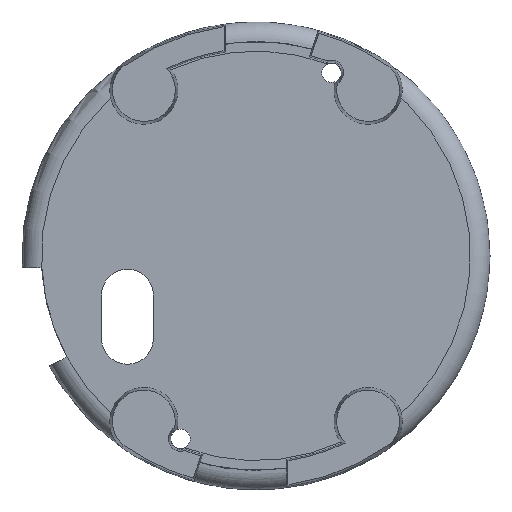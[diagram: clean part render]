
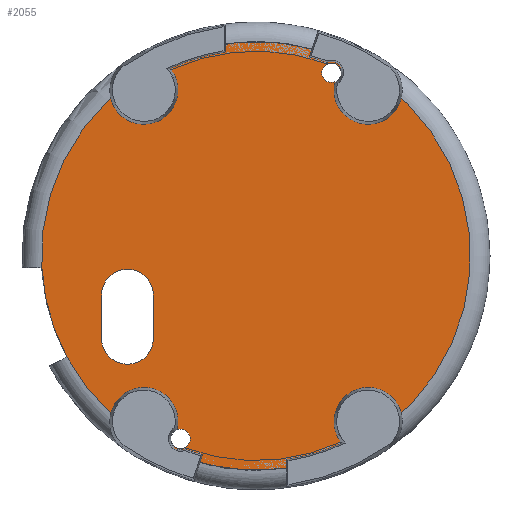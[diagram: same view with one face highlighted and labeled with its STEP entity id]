
A CAD part, top view. The second image highlights one B-rep face of the part: STEP entity #2055.
In plain terms, the highlighted planar face has unit normal (0, 0, 1).
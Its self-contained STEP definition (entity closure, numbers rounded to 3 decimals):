
#79=FACE_BOUND('',#325,.T.);
#80=FACE_BOUND('',#326,.T.);
#81=FACE_BOUND('',#327,.T.);
#205=FACE_OUTER_BOUND('',#324,.T.);
#324=EDGE_LOOP('',(#1554,#1555));
#325=EDGE_LOOP('',(#1556));
#326=EDGE_LOOP('',(#1557));
#327=EDGE_LOOP('',(#1558,#1559,#1560,#1561));
#497=LINE('',#3369,#637);
#498=LINE('',#3372,#638);
#637=VECTOR('',#2661,10.);
#638=VECTOR('',#2664,10.);
#707=CIRCLE('',#2215,1.);
#709=CIRCLE('',#2218,1.);
#717=CIRCLE('',#2241,22.);
#720=CIRCLE('',#2246,22.);
#721=CIRCLE('',#2248,2.655);
#722=CIRCLE('',#2249,2.655);
#866=VERTEX_POINT('',#3232);
#868=VERTEX_POINT('',#3238);
#889=VERTEX_POINT('',#3343);
#890=VERTEX_POINT('',#3356);
#891=VERTEX_POINT('',#3365);
#892=VERTEX_POINT('',#3366);
#893=VERTEX_POINT('',#3368);
#894=VERTEX_POINT('',#3370);
#1090=EDGE_CURVE('',#866,#866,#707,.T.);
#1093=EDGE_CURVE('',#868,#868,#709,.T.);
#1131=EDGE_CURVE('',#890,#889,#717,.T.);
#1134=EDGE_CURVE('',#889,#890,#720,.T.);
#1135=EDGE_CURVE('',#891,#892,#721,.T.);
#1136=EDGE_CURVE('',#892,#893,#497,.T.);
#1137=EDGE_CURVE('',#893,#894,#722,.T.);
#1138=EDGE_CURVE('',#894,#891,#498,.T.);
#1554=ORIENTED_EDGE('',*,*,#1134,.F.);
#1555=ORIENTED_EDGE('',*,*,#1131,.F.);
#1556=ORIENTED_EDGE('',*,*,#1090,.T.);
#1557=ORIENTED_EDGE('',*,*,#1093,.T.);
#1558=ORIENTED_EDGE('',*,*,#1135,.T.);
#1559=ORIENTED_EDGE('',*,*,#1136,.T.);
#1560=ORIENTED_EDGE('',*,*,#1137,.T.);
#1561=ORIENTED_EDGE('',*,*,#1138,.T.);
#1979=PLANE('',#2247);
#2055=ADVANCED_FACE('',(#205,#79,#80,#81),#1979,.T.);
#2215=AXIS2_PLACEMENT_3D('',#3233,#2570,#2571);
#2218=AXIS2_PLACEMENT_3D('',#3239,#2577,#2578);
#2241=AXIS2_PLACEMENT_3D('',#3358,#2645,#2646);
#2246=AXIS2_PLACEMENT_3D('',#3363,#2655,#2656);
#2247=AXIS2_PLACEMENT_3D('',#3364,#2657,#2658);
#2248=AXIS2_PLACEMENT_3D('',#3367,#2659,#2660);
#2249=AXIS2_PLACEMENT_3D('',#3371,#2662,#2663);
#2570=DIRECTION('center_axis',(0.,0.,-1.));
#2571=DIRECTION('ref_axis',(1.,0.,0.));
#2577=DIRECTION('center_axis',(0.,0.,-1.));
#2578=DIRECTION('ref_axis',(1.,0.,0.));
#2645=DIRECTION('center_axis',(0.,0.,-1.));
#2646=DIRECTION('ref_axis',(1.,0.,0.));
#2655=DIRECTION('center_axis',(0.,0.,-1.));
#2656=DIRECTION('ref_axis',(1.,0.,0.));
#2657=DIRECTION('center_axis',(0.,0.,1.));
#2658=DIRECTION('ref_axis',(1.,0.,0.));
#2659=DIRECTION('center_axis',(0.,0.,-1.));
#2660=DIRECTION('ref_axis',(1.,0.,0.));
#2661=DIRECTION('',(0.,-1.,0.));
#2662=DIRECTION('center_axis',(0.,0.,-1.));
#2663=DIRECTION('ref_axis',(-1.,0.,0.));
#2664=DIRECTION('',(0.,1.,0.));
#3232=CARTESIAN_POINT('',(156.744,18.773,19.6));
#3233=CARTESIAN_POINT('Origin',(157.744,18.773,19.6));
#3238=CARTESIAN_POINT('',(141.256,-18.773,19.6));
#3239=CARTESIAN_POINT('Origin',(142.256,-18.773,19.6));
#3343=CARTESIAN_POINT('',(128.033,-1.2,19.6));
#3356=CARTESIAN_POINT('',(130.591,-10.358,19.6));
#3358=CARTESIAN_POINT('Origin',(150.,0.,19.6));
#3363=CARTESIAN_POINT('Origin',(150.,0.,19.6));
#3364=CARTESIAN_POINT('Origin',(150.,0.,19.6));
#3365=CARTESIAN_POINT('',(134.159,-4.019,19.6));
#3366=CARTESIAN_POINT('',(139.47,-4.019,19.6));
#3367=CARTESIAN_POINT('Origin',(136.814,-4.019,19.6));
#3368=CARTESIAN_POINT('',(139.47,-8.459,19.6));
#3369=CARTESIAN_POINT('',(139.47,-8.459,19.6));
#3370=CARTESIAN_POINT('',(134.159,-8.459,19.6));
#3371=CARTESIAN_POINT('Origin',(136.814,-8.459,19.6));
#3372=CARTESIAN_POINT('',(134.159,-4.019,19.6));
